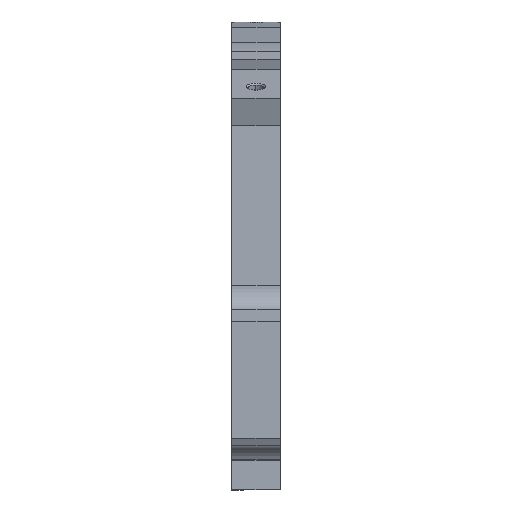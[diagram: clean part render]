
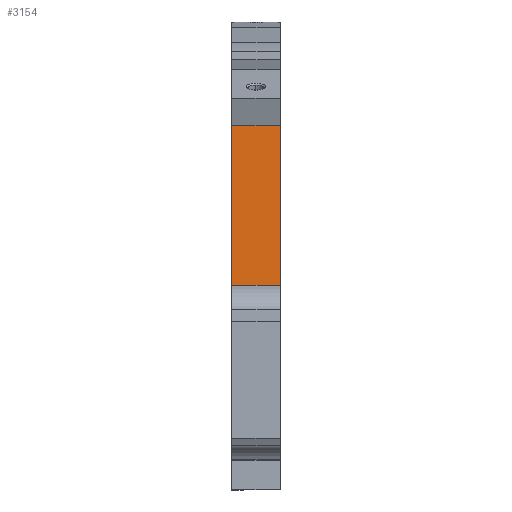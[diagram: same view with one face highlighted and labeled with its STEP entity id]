
A CAD part, top view. The second image highlights one B-rep face of the part: STEP entity #3154.
In plain terms, the highlighted planar face has unit normal (0, 0.94, 0.342).
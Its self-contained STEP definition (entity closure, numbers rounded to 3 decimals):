
#20 = DIRECTION ( 'NONE',  ( -1., 0., 0. ) ) ;
#79 = VERTEX_POINT ( 'NONE', #463 ) ;
#211 = LINE ( 'NONE', #2393, #4241 ) ;
#273 = EDGE_CURVE ( 'NONE', #1444, #908, #1467, .T. ) ;
#322 = EDGE_CURVE ( 'NONE', #79, #1140, #2442, .T. ) ;
#411 = CARTESIAN_POINT ( 'NONE',  ( -253.5, 87.431, 280.132 ) ) ;
#463 = CARTESIAN_POINT ( 'NONE',  ( -233.5, 153.283, 99.207 ) ) ;
#482 = CARTESIAN_POINT ( 'NONE',  ( -233.5, 87.431, 280.132 ) ) ;
#772 = EDGE_LOOP ( 'NONE', ( #4132, #2451, #4853, #4059 ) ) ;
#845 = AXIS2_PLACEMENT_3D ( 'NONE', #1527, #3470, #1167 ) ;
#908 = VERTEX_POINT ( 'NONE', #411 ) ;
#955 = PLANE ( 'NONE',  #845 ) ;
#1140 = VERTEX_POINT ( 'NONE', #3049 ) ;
#1167 = DIRECTION ( 'NONE',  ( 0., 0.342, -0.94 ) ) ;
#1444 = VERTEX_POINT ( 'NONE', #4213 ) ;
#1467 = LINE ( 'NONE', #4873, #3334 ) ;
#1527 = CARTESIAN_POINT ( 'NONE',  ( -233.5, 153.283, 99.207 ) ) ;
#1938 = DIRECTION ( 'NONE',  ( 0., -0.342, 0.94 ) ) ;
#2241 = CARTESIAN_POINT ( 'NONE',  ( -233.5, 153.283, 99.207 ) ) ;
#2393 = CARTESIAN_POINT ( 'NONE',  ( -233.5, 153.283, 99.207 ) ) ;
#2442 = LINE ( 'NONE', #2241, #3517 ) ;
#2451 = ORIENTED_EDGE ( 'NONE', *, *, #3039, .T. ) ;
#2792 = EDGE_CURVE ( 'NONE', #79, #1444, #211, .T. ) ;
#3039 = EDGE_CURVE ( 'NONE', #908, #1140, #3246, .T. ) ;
#3049 = CARTESIAN_POINT ( 'NONE',  ( -233.5, 87.431, 280.132 ) ) ;
#3101 = DIRECTION ( 'NONE',  ( 1., 0., 0. ) ) ;
#3154 = ADVANCED_FACE ( 'NONE', ( #3428 ), #955, .F. ) ;
#3246 = LINE ( 'NONE', #482, #4167 ) ;
#3334 = VECTOR ( 'NONE', #4227, 1000. ) ;
#3428 = FACE_OUTER_BOUND ( 'NONE', #772, .T. ) ;
#3470 = DIRECTION ( 'NONE',  ( 0., -0.94, -0.342 ) ) ;
#3517 = VECTOR ( 'NONE', #1938, 1000. ) ;
#4059 = ORIENTED_EDGE ( 'NONE', *, *, #2792, .T. ) ;
#4132 = ORIENTED_EDGE ( 'NONE', *, *, #273, .T. ) ;
#4167 = VECTOR ( 'NONE', #3101, 1000. ) ;
#4213 = CARTESIAN_POINT ( 'NONE',  ( -253.5, 153.283, 99.207 ) ) ;
#4227 = DIRECTION ( 'NONE',  ( 0., -0.342, 0.94 ) ) ;
#4241 = VECTOR ( 'NONE', #20, 1000. ) ;
#4853 = ORIENTED_EDGE ( 'NONE', *, *, #322, .F. ) ;
#4873 = CARTESIAN_POINT ( 'NONE',  ( -253.5, 153.283, 99.207 ) ) ;
